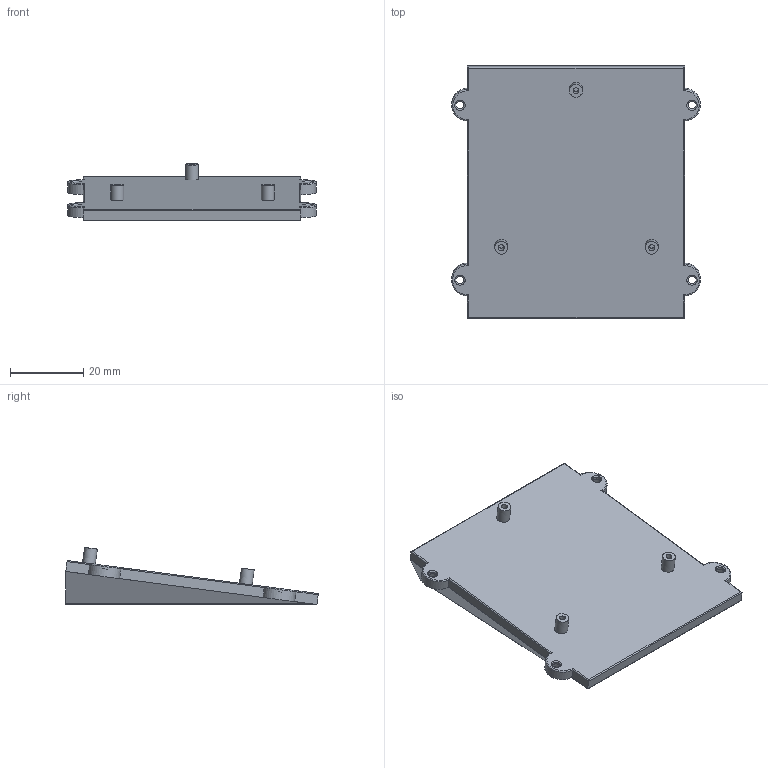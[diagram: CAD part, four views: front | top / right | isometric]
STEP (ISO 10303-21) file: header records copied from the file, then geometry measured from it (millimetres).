
FILE_DESCRIPTION(/* description */ (''),/* implementation_level */ '2;1');
FILE_NAME(/* name */ 'Bottom - STEP.step',/* time_stamp */ '2021-12-01T18:50:28-06:00',/* author */ (''),/* organization */ (''),/* preprocessor_version */ 'ST-DEVELOPER v18.1',/* originating_system */ 'Autodesk Translation Framework v10.10.0.1391',/* authorisation */ '');
FILE_SCHEMA (('AUTOMOTIVE_DESIGN { 1 0 10303 214 3 1 1 }'));
Length unit declared in the file: millimetre
Products named in the file (1): Kinetic.Pad Case
Bounding box: 67.85 x 68.82 x 15.55 mm (x, y, z)
Volume: 29762.2 mm3; surface area: 18672 mm2
Topology: 1 solids, 1 shells, 144 faces, 356 edges, 232 vertices
Faces by surface type: plane 70, cylinder 42, bspline 24, torus 8
Full cylindrical faces by diameter (mm): 1.623 x6, 2.2 x4, 3.5 x3, 4.1 x4, 10.2 x4
Entity records: 4450 total; most frequent: CARTESIAN_POINT 1149, ORIENTED_EDGE 712, DIRECTION 630, EDGE_CURVE 356, VERTEX_POINT 232, LINE 212, VECTOR 212, AXIS2_PLACEMENT_3D 209
